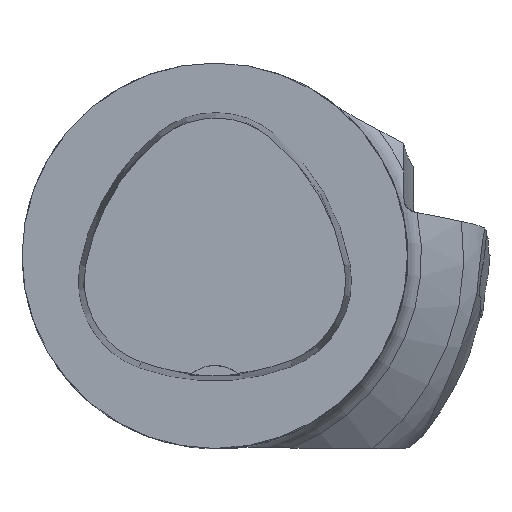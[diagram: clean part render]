
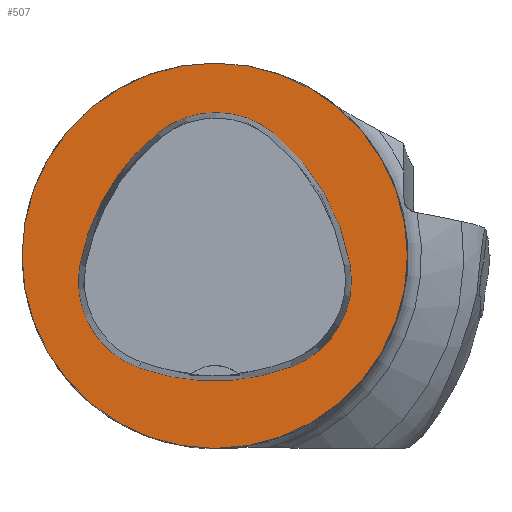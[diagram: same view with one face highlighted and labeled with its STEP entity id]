
A CAD part, top view. The second image highlights one B-rep face of the part: STEP entity #507.
In plain terms, the highlighted planar face has unit normal (0, 0, 1).
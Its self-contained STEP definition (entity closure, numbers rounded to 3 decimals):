
#180=PLANE('',#3946);
#507=ADVANCED_FACE('',(#1205,#1206),#180,.T.);
#1205=FACE_BOUND('',#1278,.T.);
#1206=FACE_BOUND('',#1279,.T.);
#1278=EDGE_LOOP('',(#2071,#2072,#2073,#2074,#2075,#2076));
#1279=EDGE_LOOP('',(#2077));
#1599=CIRCLE('',#3816,31.5);
#1626=CIRCLE('',#3924,36.);
#1628=CIRCLE('',#3927,15.);
#1630=CIRCLE('',#3930,36.);
#1632=CIRCLE('',#3933,15.);
#1636=CIRCLE('',#3938,36.);
#1638=CIRCLE('',#3941,15.);
#2071=ORIENTED_EDGE('',*,*,#3349,.T.);
#2072=ORIENTED_EDGE('',*,*,#3329,.T.);
#2073=ORIENTED_EDGE('',*,*,#3333,.T.);
#2074=ORIENTED_EDGE('',*,*,#3336,.T.);
#2075=ORIENTED_EDGE('',*,*,#3339,.T.);
#2076=ORIENTED_EDGE('',*,*,#3347,.T.);
#2077=ORIENTED_EDGE('',*,*,#3161,.F.);
#2801=VERTEX_POINT('',#5116);
#2912=VERTEX_POINT('',#5642);
#2913=VERTEX_POINT('',#5643);
#2916=VERTEX_POINT('',#5651);
#2918=VERTEX_POINT('',#5657);
#2920=VERTEX_POINT('',#5663);
#2927=VERTEX_POINT('',#5684);
#3161=EDGE_CURVE('',#2801,#2801,#1599,.T.);
#3329=EDGE_CURVE('',#2912,#2913,#1626,.T.);
#3333=EDGE_CURVE('',#2913,#2916,#1628,.T.);
#3336=EDGE_CURVE('',#2916,#2918,#1630,.T.);
#3339=EDGE_CURVE('',#2918,#2920,#1632,.T.);
#3347=EDGE_CURVE('',#2920,#2927,#1636,.T.);
#3349=EDGE_CURVE('',#2927,#2912,#1638,.T.);
#3816=AXIS2_PLACEMENT_3D('',#5115,#4149,#4150);
#3924=AXIS2_PLACEMENT_3D('',#5641,#4449,#4450);
#3927=AXIS2_PLACEMENT_3D('',#5650,#4457,#4458);
#3930=AXIS2_PLACEMENT_3D('',#5656,#4464,#4465);
#3933=AXIS2_PLACEMENT_3D('',#5662,#4471,#4472);
#3938=AXIS2_PLACEMENT_3D('',#5685,#4483,#4484);
#3941=AXIS2_PLACEMENT_3D('',#5688,#4489,#4490);
#3946=AXIS2_PLACEMENT_3D('',#5693,#4499,#4500);
#4149=DIRECTION('',(0.,0.,-1.));
#4150=DIRECTION('',(-1.,0.,0.));
#4449=DIRECTION('',(0.,0.,-1.));
#4450=DIRECTION('',(-1.,0.,0.));
#4457=DIRECTION('',(0.,0.,-1.));
#4458=DIRECTION('',(-1.,0.,0.));
#4464=DIRECTION('',(0.,0.,-1.));
#4465=DIRECTION('',(-1.,0.,0.));
#4471=DIRECTION('',(0.,0.,-1.));
#4472=DIRECTION('',(-1.,0.,0.));
#4483=DIRECTION('',(0.,0.,-1.));
#4484=DIRECTION('',(-1.,0.,0.));
#4489=DIRECTION('',(0.,0.,-1.));
#4490=DIRECTION('',(-1.,0.,0.));
#4499=DIRECTION('',(0.,0.,1.));
#4500=DIRECTION('',(1.,0.,0.));
#5115=CARTESIAN_POINT('',(0.,0.,0.));
#5116=CARTESIAN_POINT('',(-31.5,0.,0.));
#5641=CARTESIAN_POINT('',(13.398,-7.893,0.));
#5642=CARTESIAN_POINT('',(-22.041,-1.562,0.));
#5643=CARTESIAN_POINT('',(-9.317,20.036,0.));
#5650=CARTESIAN_POINT('',(0.148,8.399,0.));
#5651=CARTESIAN_POINT('',(9.779,19.898,0.));
#5656=CARTESIAN_POINT('',(-13.337,-7.7,0.));
#5657=CARTESIAN_POINT('',(22.122,-1.48,0.));
#5662=CARTESIAN_POINT('',(7.347,-4.071,0.));
#5663=CARTESIAN_POINT('',(12.693,-18.087,0.));
#5684=CARTESIAN_POINT('',(-12.373,-18.307,0.));
#5685=CARTESIAN_POINT('',(-0.137,15.55,0.));
#5688=CARTESIAN_POINT('',(-7.275,-4.2,0.));
#5693=CARTESIAN_POINT('',(0.,0.,0.));
